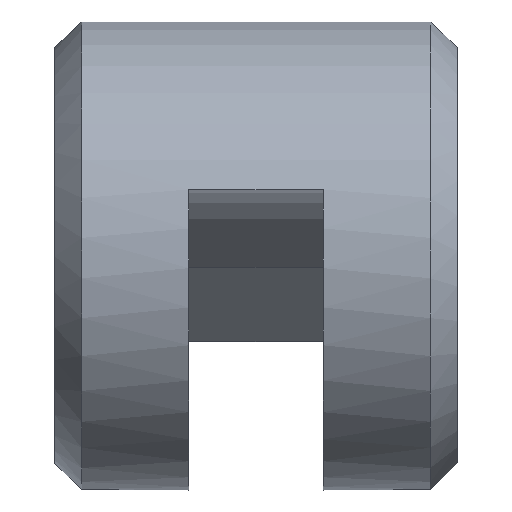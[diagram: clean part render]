
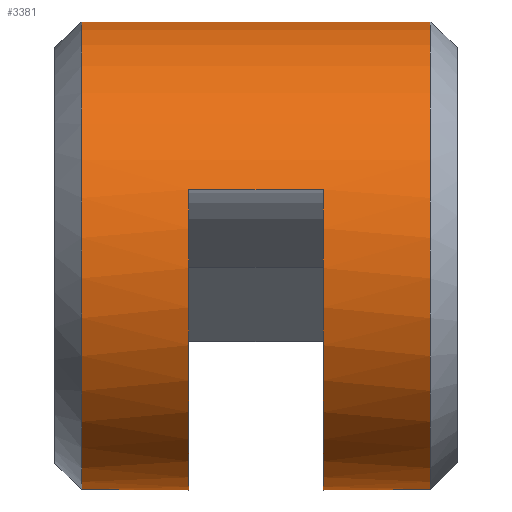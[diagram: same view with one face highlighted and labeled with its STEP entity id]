
A CAD part, front view. The second image highlights one B-rep face of the part: STEP entity #3381.
In plain terms, the highlighted cylindrical face has radius 11.113 mm (diameter 22.225 mm), a partial arc.
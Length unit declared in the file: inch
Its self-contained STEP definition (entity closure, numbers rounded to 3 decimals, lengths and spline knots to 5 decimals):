
#26=CIRCLE('',#3574,0.4375);
#28=CIRCLE('',#3577,0.4375);
#33=CIRCLE('',#3585,0.4375);
#35=CIRCLE('',#3588,0.4375);
#38=CYLINDRICAL_SURFACE('',#3591,0.4375);
#161=FACE_BOUND('',#392,.T.);
#188=FACE_OUTER_BOUND('',#391,.T.);
#391=EDGE_LOOP('',(#2586,#2587,#2588,#2589));
#392=EDGE_LOOP('',(#2590,#2591,#2592,#2593));
#836=LINE('',#5730,#1133);
#841=LINE('',#5747,#1138);
#842=LINE('',#5748,#1139);
#886=LINE('',#6864,#1183);
#1133=VECTOR('',#3775,39.37008);
#1138=VECTOR('',#3796,39.37008);
#1139=VECTOR('',#3797,39.37008);
#1183=VECTOR('',#3843,39.37008);
#1529=VERTEX_POINT('',#5682);
#1530=VERTEX_POINT('',#5686);
#1535=VERTEX_POINT('',#5705);
#1536=VERTEX_POINT('',#5709);
#1540=VERTEX_POINT('',#5723);
#1543=VERTEX_POINT('',#5728);
#1545=VERTEX_POINT('',#5733);
#1547=VERTEX_POINT('',#5740);
#1887=EDGE_CURVE('',#1530,#1529,#26,.T.);
#1893=EDGE_CURVE('',#1536,#1535,#28,.T.);
#1902=EDGE_CURVE('',#1540,#1543,#836,.T.);
#1905=EDGE_CURVE('',#1545,#1540,#33,.T.);
#1908=EDGE_CURVE('',#1547,#1543,#35,.T.);
#1911=EDGE_CURVE('',#1529,#1536,#841,.T.);
#1912=EDGE_CURVE('',#1530,#1535,#842,.T.);
#2040=EDGE_CURVE('',#1547,#1545,#886,.T.);
#2586=ORIENTED_EDGE('',*,*,#1893,.T.);
#2587=ORIENTED_EDGE('',*,*,#1912,.F.);
#2588=ORIENTED_EDGE('',*,*,#1887,.T.);
#2589=ORIENTED_EDGE('',*,*,#1911,.T.);
#2590=ORIENTED_EDGE('',*,*,#2040,.T.);
#2591=ORIENTED_EDGE('',*,*,#1905,.T.);
#2592=ORIENTED_EDGE('',*,*,#1902,.T.);
#2593=ORIENTED_EDGE('',*,*,#1908,.F.);
#3381=ADVANCED_FACE('',(#188,#161),#38,.T.);
#3574=AXIS2_PLACEMENT_3D('',#5687,#3753,#3754);
#3577=AXIS2_PLACEMENT_3D('',#5710,#3759,#3760);
#3585=AXIS2_PLACEMENT_3D('',#5736,#3781,#3782);
#3588=AXIS2_PLACEMENT_3D('',#5742,#3788,#3789);
#3591=AXIS2_PLACEMENT_3D('',#6863,#3841,#3842);
#3753=DIRECTION('center_axis',(1.,0.,0.));
#3754=DIRECTION('ref_axis',(0.,0.,
-1.));
#3759=DIRECTION('center_axis',(-1.,0.,0.));
#3760=DIRECTION('ref_axis',(0.,0.,-1.));
#3775=DIRECTION('',(-1.,0.,0.));
#3781=DIRECTION('center_axis',(1.,0.,0.));
#3782=DIRECTION('ref_axis',(0.,0.,
-1.));
#3788=DIRECTION('center_axis',(1.,0.,0.));
#3789=DIRECTION('ref_axis',(0.,0.,
-1.));
#3796=DIRECTION('',(1.,0.,0.));
#3797=DIRECTION('',(1.,0.,0.));
#3841=DIRECTION('center_axis',(-1.,0.,0.));
#3842=DIRECTION('ref_axis',(0.,-0.705,-0.709));
#3843=DIRECTION('',(1.,0.,0.));
#5682=CARTESIAN_POINT('',(0.05,0.43487,-0.04787));
#5686=CARTESIAN_POINT('',(0.05,-0.05081,0.43454));
#5687=CARTESIAN_POINT('Origin',(0.05,0.,0.));
#5705=CARTESIAN_POINT('',(0.7,-0.05081,0.43454));
#5709=CARTESIAN_POINT('',(0.7,0.43487,-0.04787));
#5710=CARTESIAN_POINT('Origin',(0.7,0.,0.));
#5723=CARTESIAN_POINT('',(0.5,0.40682,-0.16095));
#5728=CARTESIAN_POINT('',(0.25,0.40682,-0.16095));
#5730=CARTESIAN_POINT('',(0.5,0.40682,-0.16095));
#5733=CARTESIAN_POINT('',(0.5,-0.42003,0.12239));
#5736=CARTESIAN_POINT('Origin',(0.5,0.,0.));
#5740=CARTESIAN_POINT('',(0.25,-0.42003,0.12239));
#5742=CARTESIAN_POINT('Origin',(0.25,0.,0.));
#5747=CARTESIAN_POINT('',(-0.25,0.43487,-0.04787));
#5748=CARTESIAN_POINT('',(-0.25,-0.05081,0.43454));
#6863=CARTESIAN_POINT('Origin',(0.75,0.,0.));
#6864=CARTESIAN_POINT('',(-0.00008,-0.42003,0.12239));
